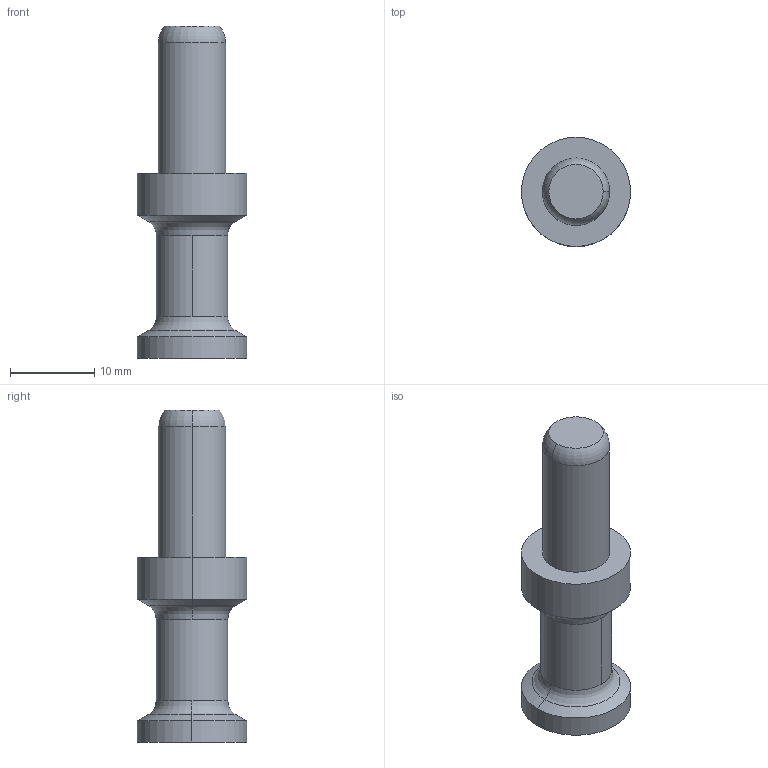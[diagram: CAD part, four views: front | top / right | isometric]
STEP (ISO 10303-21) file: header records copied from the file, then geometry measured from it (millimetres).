
FILE_DESCRIPTION(('Creo Elements/Direct Modeling STEP Export'),'2;1');
FILE_NAME('CGMA 16.stp','2014-01-17T13:29:31',(''),(''),'Creo Elements/Direct Modeling STEP processor for AP214 (Solid Model)','Creo Elements/Direct Modeling 18.0B 02-Dec-2011 (C) Parametric Technology GmbH','');
FILE_SCHEMA(('AUTOMOTIVE_DESIGN { 1 0 10303 214 1 1 1 1 }'));
Length unit declared in the file: millimetre
Products named in the file (2): CGMA_16
Assembly tree (1 placements, depth 2):
  CGMA_16
    CGMA_16
Bounding box: 13 x 13 x 39.5 mm (x, y, z)
Volume: 2358.7 mm3; surface area: 1735.9 mm2
Topology: 1 solids, 1 shells, 27 faces, 62 edges, 37 vertices
Faces by surface type: cylinder 10, cone 8, torus 6, plane 3
Entity records: 689 total; most frequent: ORIENTED_EDGE 120, DIRECTION 112, CARTESIAN_POINT 102, EDGE_CURVE 60, AXIS2_PLACEMENT_3D 47, VERTEX_POINT 37, EDGE_LOOP 29, FACE_OUTER_BOUND 27
